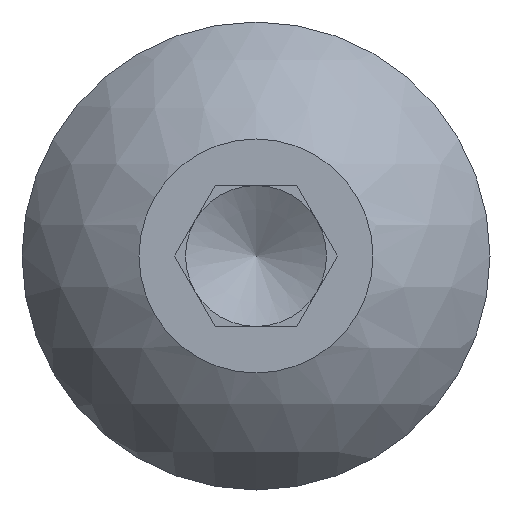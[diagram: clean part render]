
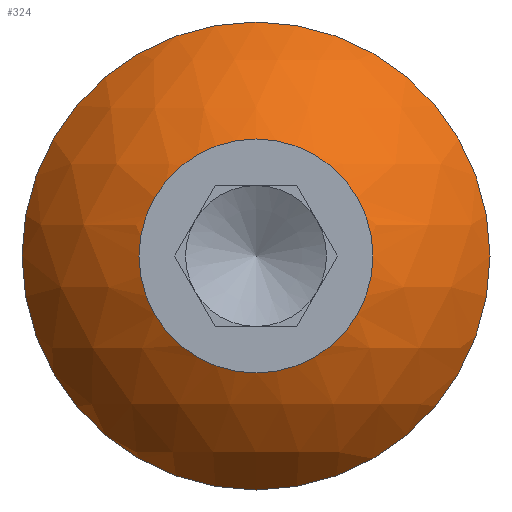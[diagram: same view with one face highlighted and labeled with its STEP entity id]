
A CAD part, left-side view. The second image highlights one B-rep face of the part: STEP entity #324.
In plain terms, the highlighted spherical face has radius 4.584 mm.
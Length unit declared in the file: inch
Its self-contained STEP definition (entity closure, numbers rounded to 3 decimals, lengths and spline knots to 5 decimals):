
#15=SPHERICAL_SURFACE('',#374,0.18048);
#17=FACE_BOUND('',#106,.T.);
#84=FACE_OUTER_BOUND('',#105,.T.);
#105=EDGE_LOOP('',(#238,#239));
#106=EDGE_LOOP('',(#240));
#130=CIRCLE('',#372,0.156);
#131=CIRCLE('',#373,0.156);
#132=CIRCLE('',#375,0.078);
#147=VERTEX_POINT('',#524);
#148=VERTEX_POINT('',#525);
#149=VERTEX_POINT('',#530);
#179=EDGE_CURVE('',#147,#148,#130,.T.);
#180=EDGE_CURVE('',#148,#147,#131,.T.);
#182=EDGE_CURVE('',#149,#149,#132,.T.);
#238=ORIENTED_EDGE('',*,*,#179,.T.);
#239=ORIENTED_EDGE('',*,*,#180,.T.);
#240=ORIENTED_EDGE('',*,*,#182,.F.);
#324=ADVANCED_FACE('',(#84,#17),#15,.T.);
#372=AXIS2_PLACEMENT_3D('',#526,#426,#427);
#373=AXIS2_PLACEMENT_3D('',#527,#428,#429);
#374=AXIS2_PLACEMENT_3D('',#529,#431,#432);
#375=AXIS2_PLACEMENT_3D('',#531,#433,#434);
#426=DIRECTION('center_axis',(-1.,0.,0.));
#427=DIRECTION('ref_axis',(0.,0.,1.));
#428=DIRECTION('center_axis',(-1.,0.,0.));
#429=DIRECTION('ref_axis',(0.,0.,1.));
#431=DIRECTION('center_axis',(0.,0.,1.));
#432=DIRECTION('ref_axis',(-1.,-0.007,0.));
#433=DIRECTION('center_axis',(-1.,0.,0.));
#434=DIRECTION('ref_axis',(0.,0.,1.));
#524=CARTESIAN_POINT('',(0.072,0.156,0.));
#525=CARTESIAN_POINT('',(0.072,0.,-0.156));
#526=CARTESIAN_POINT('Origin',(0.072,0.,0.));
#527=CARTESIAN_POINT('Origin',(0.072,0.,0.));
#529=CARTESIAN_POINT('Origin',(0.16275,0.,0.));
#530=CARTESIAN_POINT('',(0.,0.078,0.));
#531=CARTESIAN_POINT('Origin',(0.,0.,0.));
